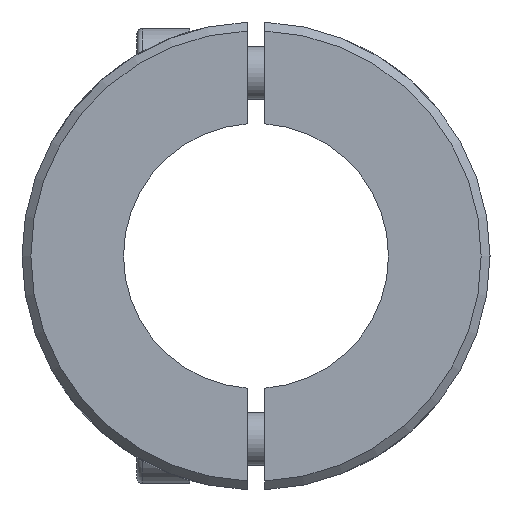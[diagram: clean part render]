
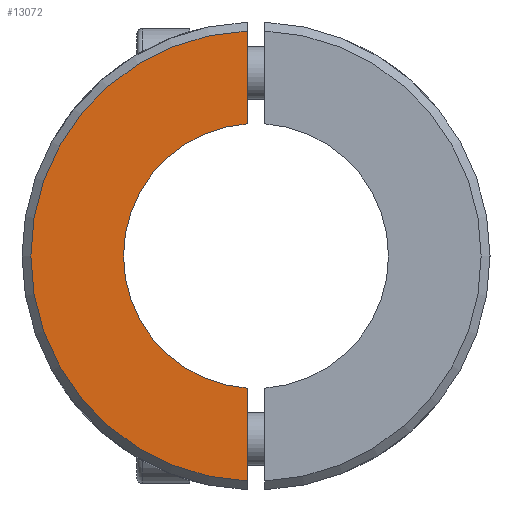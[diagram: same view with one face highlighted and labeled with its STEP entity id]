
A CAD part, left-side view. The second image highlights one B-rep face of the part: STEP entity #13072.
In plain terms, the highlighted planar face has unit normal (-1, 0, 0).
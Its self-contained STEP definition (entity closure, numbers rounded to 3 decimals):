
#515 = EDGE_CURVE ( 'NONE', #3043, #9423, #6805, .T. ) ;
#611 = FACE_OUTER_BOUND ( 'NONE', #7692, .T. ) ;
#968 = DIRECTION ( 'NONE',  ( -1., 0., 0. ) ) ;
#1016 = DIRECTION ( 'NONE',  ( -1., 0., 0. ) ) ;
#2159 = VECTOR ( 'NONE', #9222, 1000. ) ;
#2178 = CARTESIAN_POINT ( 'NONE',  ( -41.5, 0., 0. ) ) ;
#2374 = CARTESIAN_POINT ( 'NONE',  ( -41.5, 1., 25.48 ) ) ;
#2676 = PLANE ( 'NONE',  #4003 ) ;
#2937 = CARTESIAN_POINT ( 'NONE',  ( -41.5, 1., -26.5 ) ) ;
#3043 = VERTEX_POINT ( 'NONE', #9022 ) ;
#4003 = AXIS2_PLACEMENT_3D ( 'NONE', #4897, #8042, #9151 ) ;
#4013 = DIRECTION ( 'NONE',  ( 0., 0., 1. ) ) ;
#4154 = CARTESIAN_POINT ( 'NONE',  ( -41.5, 1., -14.967 ) ) ;
#4369 = CARTESIAN_POINT ( 'NONE',  ( -41.5, 1., 14.967 ) ) ;
#4897 = CARTESIAN_POINT ( 'NONE',  ( -41.5, 15., 0. ) ) ;
#5032 = EDGE_CURVE ( 'NONE', #7509, #3043, #13013, .T. ) ;
#6088 = VECTOR ( 'NONE', #4013, 1000. ) ;
#6344 = CARTESIAN_POINT ( 'NONE',  ( -41.5, 1., -20.75 ) ) ;
#6477 = LINE ( 'NONE', #6344, #6088 ) ;
#6805 = LINE ( 'NONE', #2937, #2159 ) ;
#7509 = VERTEX_POINT ( 'NONE', #2374 ) ;
#7692 = EDGE_LOOP ( 'NONE', ( #10301, #11288, #8918, #10135 ) ) ;
#8042 = DIRECTION ( 'NONE',  ( 1., 0., 0. ) ) ;
#8212 = EDGE_CURVE ( 'NONE', #8596, #9423, #13591, .T. ) ;
#8533 = EDGE_CURVE ( 'NONE', #8596, #7509, #6477, .T. ) ;
#8596 = VERTEX_POINT ( 'NONE', #4369 ) ;
#8766 = AXIS2_PLACEMENT_3D ( 'NONE', #2178, #968, #9678 ) ;
#8918 = ORIENTED_EDGE ( 'NONE', *, *, #515, .T. ) ;
#9022 = CARTESIAN_POINT ( 'NONE',  ( -41.5, 1., -25.48 ) ) ;
#9151 = DIRECTION ( 'NONE',  ( 0., 0., -1. ) ) ;
#9222 = DIRECTION ( 'NONE',  ( 0., 0., 1. ) ) ;
#9423 = VERTEX_POINT ( 'NONE', #4154 ) ;
#9512 = DIRECTION ( 'NONE',  ( 0., 0., -1. ) ) ;
#9588 = CARTESIAN_POINT ( 'NONE',  ( -41.5, 0., 0. ) ) ;
#9678 = DIRECTION ( 'NONE',  ( 0., 0., 1. ) ) ;
#10135 = ORIENTED_EDGE ( 'NONE', *, *, #8212, .F. ) ;
#10301 = ORIENTED_EDGE ( 'NONE', *, *, #8533, .T. ) ;
#11288 = ORIENTED_EDGE ( 'NONE', *, *, #5032, .T. ) ;
#12352 = AXIS2_PLACEMENT_3D ( 'NONE', #9588, #1016, #9512 ) ;
#13013 = CIRCLE ( 'NONE', #12352, 25.5 ) ;
#13072 = ADVANCED_FACE ( 'NONE', ( #611 ), #2676, .F. ) ;
#13591 = CIRCLE ( 'NONE', #8766, 15. ) ;
